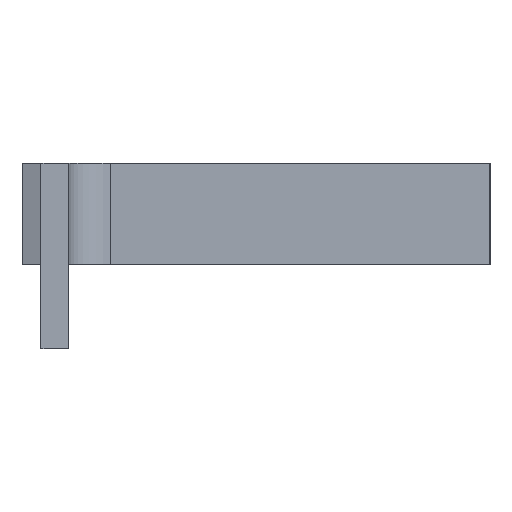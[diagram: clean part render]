
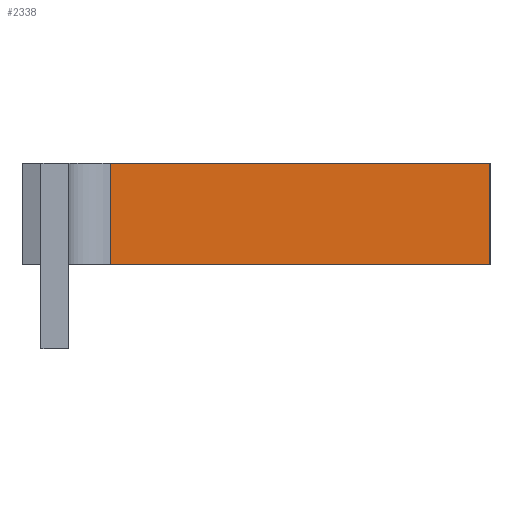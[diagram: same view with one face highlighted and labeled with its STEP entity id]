
A CAD part, left-side view. The second image highlights one B-rep face of the part: STEP entity #2338.
In plain terms, the highlighted planar face has unit normal (-1, 0, 0).
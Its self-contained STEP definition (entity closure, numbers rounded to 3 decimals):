
#230 = EDGE_CURVE ( 'NONE', #819, #3864, #4340, .T. ) ;
#261 = ORIENTED_EDGE ( 'NONE', *, *, #4266, .T. ) ;
#410 = LINE ( 'NONE', #4274, #3102 ) ;
#480 = DIRECTION ( 'NONE',  ( 0., 1., 0. ) ) ;
#649 = VECTOR ( 'NONE', #3828, 1000. ) ;
#782 = VECTOR ( 'NONE', #2111, 1000. ) ;
#819 = VERTEX_POINT ( 'NONE', #4333 ) ;
#918 = DIRECTION ( 'NONE',  ( 0., 0., -1. ) ) ;
#1059 = PLANE ( 'NONE',  #1453 ) ;
#1152 = ORIENTED_EDGE ( 'NONE', *, *, #3162, .F. ) ;
#1181 = VERTEX_POINT ( 'NONE', #3718 ) ;
#1273 = ORIENTED_EDGE ( 'NONE', *, *, #230, .T. ) ;
#1453 = AXIS2_PLACEMENT_3D ( 'NONE', #1789, #3374, #918 ) ;
#1514 = LINE ( 'NONE', #3605, #2002 ) ;
#1663 = CARTESIAN_POINT ( 'NONE',  ( 100., -44.47, 0. ) ) ;
#1685 = CARTESIAN_POINT ( 'NONE',  ( 100., -44.47, 0. ) ) ;
#1789 = CARTESIAN_POINT ( 'NONE',  ( 100., -44.47, 0. ) ) ;
#2002 = VECTOR ( 'NONE', #480, 1000. ) ;
#2111 = DIRECTION ( 'NONE',  ( 0., 0., -1. ) ) ;
#2338 = ADVANCED_FACE ( 'NONE', ( #4281 ), #1059, .F. ) ;
#2472 = DIRECTION ( 'NONE',  ( 0., 1., 0. ) ) ;
#2568 = CARTESIAN_POINT ( 'NONE',  ( 100., 0.53, -12. ) ) ;
#2822 = EDGE_CURVE ( 'NONE', #1181, #3864, #410, .T. ) ;
#3102 = VECTOR ( 'NONE', #2472, 1000. ) ;
#3162 = EDGE_CURVE ( 'NONE', #3191, #1181, #4182, .T. ) ;
#3191 = VERTEX_POINT ( 'NONE', #1685 ) ;
#3295 = EDGE_LOOP ( 'NONE', ( #261, #1273, #3944, #1152 ) ) ;
#3374 = DIRECTION ( 'NONE',  ( 1., 0., 0. ) ) ;
#3605 = CARTESIAN_POINT ( 'NONE',  ( 100., -44.47, 0. ) ) ;
#3718 = CARTESIAN_POINT ( 'NONE',  ( 100., -44.47, -12. ) ) ;
#3828 = DIRECTION ( 'NONE',  ( 0., 0., -1. ) ) ;
#3864 = VERTEX_POINT ( 'NONE', #2568 ) ;
#3944 = ORIENTED_EDGE ( 'NONE', *, *, #2822, .F. ) ;
#4182 = LINE ( 'NONE', #1663, #649 ) ;
#4266 = EDGE_CURVE ( 'NONE', #3191, #819, #1514, .T. ) ;
#4274 = CARTESIAN_POINT ( 'NONE',  ( 100., -44.47, -12. ) ) ;
#4281 = FACE_OUTER_BOUND ( 'NONE', #3295, .T. ) ;
#4333 = CARTESIAN_POINT ( 'NONE',  ( 100., 0.53, 0. ) ) ;
#4340 = LINE ( 'NONE', #4616, #782 ) ;
#4616 = CARTESIAN_POINT ( 'NONE',  ( 100., 0.53, -12. ) ) ;
